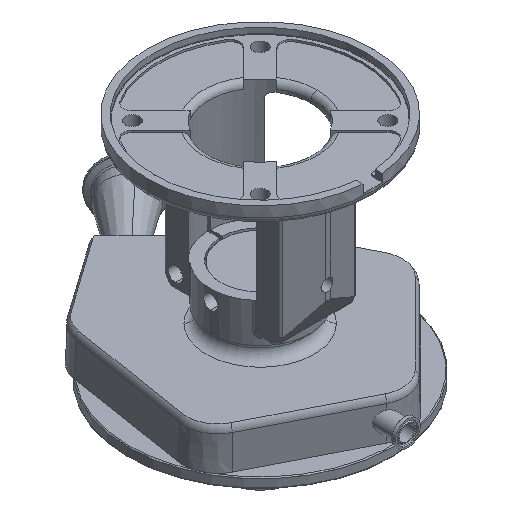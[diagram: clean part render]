
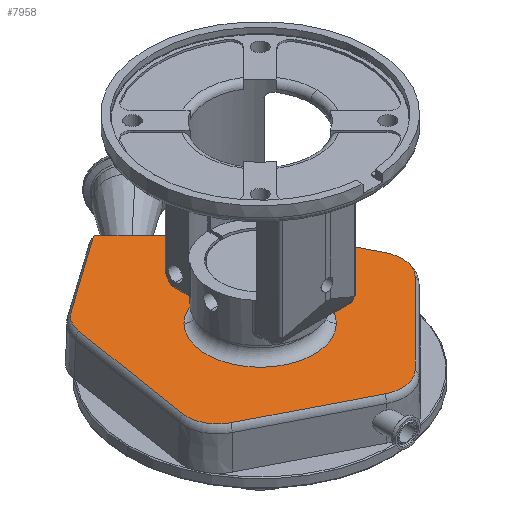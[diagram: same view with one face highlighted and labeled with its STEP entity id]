
A CAD part, isometric view. The second image highlights one B-rep face of the part: STEP entity #7958.
In plain terms, the highlighted planar face has unit normal (0, 0, 1).
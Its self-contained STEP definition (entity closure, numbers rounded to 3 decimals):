
#242 = CARTESIAN_POINT ( 'NONE',  ( -6.135, 154.505, -189. ) ) ;
#394 = VERTEX_POINT ( 'NONE', #10904 ) ;
#444 = CARTESIAN_POINT ( 'NONE',  ( 1.415, -126.047, -189. ) ) ;
#463 = AXIS2_PLACEMENT_3D ( 'NONE', #12194, #13257, #10227 ) ;
#691 = FACE_BOUND ( 'NONE', #6622, .T. ) ;
#868 = CARTESIAN_POINT ( 'NONE',  ( -159.395, 54.659, -189. ) ) ;
#899 = DIRECTION ( 'NONE',  ( 0.707, -0.707, 0. ) ) ;
#907 = EDGE_CURVE ( 'NONE', #12044, #3038, #4726, .T. ) ;
#1093 = ORIENTED_EDGE ( 'NONE', *, *, #10283, .F. ) ;
#1144 = CARTESIAN_POINT ( 'NONE',  ( 77.782, 77.782, -189. ) ) ;
#1299 = DIRECTION ( 'NONE',  ( 0.707, -0.707, 0. ) ) ;
#1368 = CIRCLE ( 'NONE', #6327, 31.169 ) ;
#1533 = AXIS2_PLACEMENT_3D ( 'NONE', #11824, #1729, #9998 ) ;
#1628 = CARTESIAN_POINT ( 'NONE',  ( -38.891, 38.891, -189. ) ) ;
#1649 = EDGE_CURVE ( 'NONE', #7653, #12044, #1368, .T. ) ;
#1729 = DIRECTION ( 'NONE',  ( 0., 0., 1. ) ) ;
#1866 = VERTEX_POINT ( 'NONE', #7211 ) ;
#1949 = AXIS2_PLACEMENT_3D ( 'NONE', #242, #8470, #11622 ) ;
#1995 = ORIENTED_EDGE ( 'NONE', *, *, #8359, .F. ) ;
#2147 = DIRECTION ( 'NONE',  ( 0.707, -0.707, 0. ) ) ;
#2178 = VERTEX_POINT ( 'NONE', #444 ) ;
#2234 = VERTEX_POINT ( 'NONE', #10359 ) ;
#2457 = AXIS2_PLACEMENT_3D ( 'NONE', #12402, #8177, #899 ) ;
#2477 = ORIENTED_EDGE ( 'NONE', *, *, #9100, .F. ) ;
#2609 = LINE ( 'NONE', #3748, #10269 ) ;
#2741 = DIRECTION ( 'NONE',  ( 0.45, -0.893, 0. ) ) ;
#2857 = AXIS2_PLACEMENT_3D ( 'NONE', #7930, #7865, #6728 ) ;
#3038 = VERTEX_POINT ( 'NONE', #6391 ) ;
#3051 = DIRECTION ( 'NONE',  ( 0.707, -0.707, 0. ) ) ;
#3427 = DIRECTION ( 'NONE',  ( 0., 0., -1. ) ) ;
#3443 = DIRECTION ( 'NONE',  ( 0.707, -0.707, 0. ) ) ;
#3593 = EDGE_CURVE ( 'NONE', #3038, #5554, #7951, .T. ) ;
#3748 = CARTESIAN_POINT ( 'NONE',  ( 100.078, 50.054, -189. ) ) ;
#3755 = LINE ( 'NONE', #7820, #10866 ) ;
#3802 = EDGE_CURVE ( 'NONE', #394, #11145, #2609, .T. ) ;
#3918 = VECTOR ( 'NONE', #4834, 1000. ) ;
#4076 = DIRECTION ( 'NONE',  ( 0., 0., -1. ) ) ;
#4117 = DIRECTION ( 'NONE',  ( -0.707, 0.707, 0. ) ) ;
#4223 = CARTESIAN_POINT ( 'NONE',  ( -86.721, 106.155, -189. ) ) ;
#4356 = AXIS2_PLACEMENT_3D ( 'NONE', #7493, #4392, #6350 ) ;
#4392 = DIRECTION ( 'NONE',  ( 0., 0., -1. ) ) ;
#4644 = CARTESIAN_POINT ( 'NONE',  ( -90.741, 102.763, -189. ) ) ;
#4726 = LINE ( 'NONE', #12916, #8837 ) ;
#4759 = CARTESIAN_POINT ( 'NONE',  ( 126.103, -1.525, -189. ) ) ;
#4834 = DIRECTION ( 'NONE',  ( -0.966, -0.259, 0. ) ) ;
#4978 = DIRECTION ( 'NONE',  ( 0.816, 0.578, 0. ) ) ;
#4983 = AXIS2_PLACEMENT_3D ( 'NONE', #9630, #3427, #1299 ) ;
#4993 = VERTEX_POINT ( 'NONE', #13067 ) ;
#5029 = CIRCLE ( 'NONE', #2857, 55. ) ;
#5146 = EDGE_CURVE ( 'NONE', #5554, #12902, #11633, .T. ) ;
#5205 = PLANE ( 'NONE',  #5720 ) ;
#5365 = CARTESIAN_POINT ( 'NONE',  ( 52.073, 128.519, -189. ) ) ;
#5424 = EDGE_CURVE ( 'NONE', #9363, #394, #6938, .T. ) ;
#5506 = EDGE_CURVE ( 'NONE', #6052, #2178, #8012, .T. ) ;
#5554 = VERTEX_POINT ( 'NONE', #4644 ) ;
#5576 = CARTESIAN_POINT ( 'NONE',  ( -6.083, 161.646, -189. ) ) ;
#5705 = CARTESIAN_POINT ( 'NONE',  ( 37.605, -120.315, -189. ) ) ;
#5720 = AXIS2_PLACEMENT_3D ( 'NONE', #9230, #6283, #2147 ) ;
#5723 = CARTESIAN_POINT ( 'NONE',  ( 117.362, 147.561, -189. ) ) ;
#5797 = EDGE_CURVE ( 'NONE', #1866, #10926, #12096, .T. ) ;
#5803 = EDGE_CURVE ( 'NONE', #2178, #7653, #7802, .T. ) ;
#5806 = CARTESIAN_POINT ( 'NONE',  ( -119.44, -40.293, -189. ) ) ;
#6013 = CARTESIAN_POINT ( 'NONE',  ( -88.655, -45.172, -189. ) ) ;
#6028 = ORIENTED_EDGE ( 'NONE', *, *, #907, .F. ) ;
#6052 = VERTEX_POINT ( 'NONE', #5705 ) ;
#6142 = FACE_OUTER_BOUND ( 'NONE', #12464, .T. ) ;
#6283 = DIRECTION ( 'NONE',  ( 0., 0., 1. ) ) ;
#6327 = AXIS2_PLACEMENT_3D ( 'NONE', #6013, #12675, #3443 ) ;
#6350 = DIRECTION ( 'NONE',  ( 0.707, -0.707, 0. ) ) ;
#6366 = CIRCLE ( 'NONE', #2457, 55. ) ;
#6391 = CARTESIAN_POINT ( 'NONE',  ( -99.486, 85.602, -189. ) ) ;
#6622 = EDGE_LOOP ( 'NONE', ( #2477, #12463 ) ) ;
#6671 = CARTESIAN_POINT ( 'NONE',  ( -102.806, -72.944, -189. ) ) ;
#6728 = DIRECTION ( 'NONE',  ( 0.707, -0.707, 0. ) ) ;
#6815 = VECTOR ( 'NONE', #4978, 1000. ) ;
#6938 = CIRCLE ( 'NONE', #463, 31.169 ) ;
#7140 = DIRECTION ( 'NONE',  ( 0., 0., -1. ) ) ;
#7211 = CARTESIAN_POINT ( 'NONE',  ( 49.83, 129.466, -189. ) ) ;
#7223 = EDGE_CURVE ( 'NONE', #12902, #12715, #10079, .T. ) ;
#7457 = CARTESIAN_POINT ( 'NONE',  ( -102.806, -72.944, -189. ) ) ;
#7493 = CARTESIAN_POINT ( 'NONE',  ( 15.565, -98.275, -189. ) ) ;
#7494 = ORIENTED_EDGE ( 'NONE', *, *, #8027, .T. ) ;
#7653 = VERTEX_POINT ( 'NONE', #7457 ) ;
#7802 = LINE ( 'NONE', #6671, #11014 ) ;
#7820 = CARTESIAN_POINT ( 'NONE',  ( 12.046, -145.874, -189. ) ) ;
#7825 = DIRECTION ( 'NONE',  ( 0.157, 0.988, 0. ) ) ;
#7865 = DIRECTION ( 'NONE',  ( 0., 0., 1. ) ) ;
#7867 = ORIENTED_EDGE ( 'NONE', *, *, #10155, .F. ) ;
#7871 = VECTOR ( 'NONE', #4117, 1000. ) ;
#7930 = CARTESIAN_POINT ( 'NONE',  ( 0., 0., -189. ) ) ;
#7951 = CIRCLE ( 'NONE', #10524, 31.169 ) ;
#7958 = ADVANCED_FACE ( 'NONE', ( #691, #6142 ), #5205, .T. ) ;
#8012 = CIRCLE ( 'NONE', #4356, 31.169 ) ;
#8027 = EDGE_CURVE ( 'NONE', #10926, #12377, #8291, .T. ) ;
#8177 = DIRECTION ( 'NONE',  ( 0., 0., 1. ) ) ;
#8291 = LINE ( 'NONE', #1144, #7871 ) ;
#8359 = EDGE_CURVE ( 'NONE', #4993, #6052, #3755, .T. ) ;
#8409 = CIRCLE ( 'NONE', #1949, 7.141 ) ;
#8470 = DIRECTION ( 'NONE',  ( 0., 0., -1. ) ) ;
#8642 = ORIENTED_EDGE ( 'NONE', *, *, #3802, .F. ) ;
#8837 = VECTOR ( 'NONE', #7825, 1000. ) ;
#8842 = AXIS2_PLACEMENT_3D ( 'NONE', #10126, #4076, #3051 ) ;
#8876 = CARTESIAN_POINT ( 'NONE',  ( -10.264, 160.332, -189. ) ) ;
#8920 = ORIENTED_EDGE ( 'NONE', *, *, #5506, .F. ) ;
#9100 = EDGE_CURVE ( 'NONE', #2234, #9542, #5029, .T. ) ;
#9230 = CARTESIAN_POINT ( 'NONE',  ( 123.744, 123.744, -189. ) ) ;
#9363 = VERTEX_POINT ( 'NONE', #5365 ) ;
#9542 = VERTEX_POINT ( 'NONE', #1628 ) ;
#9630 = CARTESIAN_POINT ( 'NONE',  ( -68.701, 80.723, -189. ) ) ;
#9849 = ORIENTED_EDGE ( 'NONE', *, *, #5803, .F. ) ;
#9998 = DIRECTION ( 'NONE',  ( -0.707, 0.707, 0. ) ) ;
#10079 = LINE ( 'NONE', #868, #6815 ) ;
#10085 = EDGE_CURVE ( 'NONE', #12715, #12377, #8409, .T. ) ;
#10126 = CARTESIAN_POINT ( 'NONE',  ( 98.275, -15.565, -189. ) ) ;
#10155 = EDGE_CURVE ( 'NONE', #1866, #9363, #12266, .T. ) ;
#10227 = DIRECTION ( 'NONE',  ( 0.707, -0.707, 0. ) ) ;
#10269 = VECTOR ( 'NONE', #2741, 1000. ) ;
#10283 = EDGE_CURVE ( 'NONE', #11145, #4993, #12912, .T. ) ;
#10359 = CARTESIAN_POINT ( 'NONE',  ( 38.891, -38.891, -189. ) ) ;
#10524 = AXIS2_PLACEMENT_3D ( 'NONE', #12246, #7140, #11224 ) ;
#10636 = ORIENTED_EDGE ( 'NONE', *, *, #7223, .F. ) ;
#10658 = ORIENTED_EDGE ( 'NONE', *, *, #5797, .T. ) ;
#10756 = DIRECTION ( 'NONE',  ( -0.891, 0.454, 0. ) ) ;
#10796 = ORIENTED_EDGE ( 'NONE', *, *, #1649, .F. ) ;
#10866 = VECTOR ( 'NONE', #12978, 1000. ) ;
#10904 = CARTESIAN_POINT ( 'NONE',  ( 67.924, 113.783, -189. ) ) ;
#10926 = VERTEX_POINT ( 'NONE', #12551 ) ;
#10955 = ORIENTED_EDGE ( 'NONE', *, *, #10085, .F. ) ;
#11014 = VECTOR ( 'NONE', #10756, 1000. ) ;
#11145 = VERTEX_POINT ( 'NONE', #4759 ) ;
#11224 = DIRECTION ( 'NONE',  ( 0.707, -0.707, 0. ) ) ;
#11622 = DIRECTION ( 'NONE',  ( 0.707, -0.707, 0. ) ) ;
#11633 = CIRCLE ( 'NONE', #4983, 31.169 ) ;
#11824 = CARTESIAN_POINT ( 'NONE',  ( 139.999, 339.783, -189. ) ) ;
#12044 = VERTEX_POINT ( 'NONE', #5806 ) ;
#12091 = ORIENTED_EDGE ( 'NONE', *, *, #5146, .F. ) ;
#12096 = LINE ( 'NONE', #5723, #3918 ) ;
#12194 = CARTESIAN_POINT ( 'NONE',  ( 40.096, 99.742, -189. ) ) ;
#12246 = CARTESIAN_POINT ( 'NONE',  ( -68.701, 80.723, -189. ) ) ;
#12266 = CIRCLE ( 'NONE', #1533, 228.831 ) ;
#12377 = VERTEX_POINT ( 'NONE', #5576 ) ;
#12402 = CARTESIAN_POINT ( 'NONE',  ( 0., 0., -189. ) ) ;
#12463 = ORIENTED_EDGE ( 'NONE', *, *, #13202, .F. ) ;
#12464 = EDGE_LOOP ( 'NONE', ( #7867, #10658, #7494, #10955, #10636, #12091, #13251, #6028, #10796, #9849, #8920, #1995, #1093, #8642, #13282 ) ) ;
#12551 = CARTESIAN_POINT ( 'NONE',  ( 31.113, 124.451, -189. ) ) ;
#12675 = DIRECTION ( 'NONE',  ( 0., 0., -1. ) ) ;
#12715 = VERTEX_POINT ( 'NONE', #8876 ) ;
#12902 = VERTEX_POINT ( 'NONE', #4223 ) ;
#12912 = CIRCLE ( 'NONE', #8842, 31.169 ) ;
#12916 = CARTESIAN_POINT ( 'NONE',  ( -119.44, -40.293, -189. ) ) ;
#12978 = DIRECTION ( 'NONE',  ( -0.707, -0.707, 0. ) ) ;
#13067 = CARTESIAN_POINT ( 'NONE',  ( 120.315, -37.605, -189. ) ) ;
#13202 = EDGE_CURVE ( 'NONE', #9542, #2234, #6366, .T. ) ;
#13251 = ORIENTED_EDGE ( 'NONE', *, *, #3593, .F. ) ;
#13257 = DIRECTION ( 'NONE',  ( 0., 0., -1. ) ) ;
#13282 = ORIENTED_EDGE ( 'NONE', *, *, #5424, .F. ) ;
